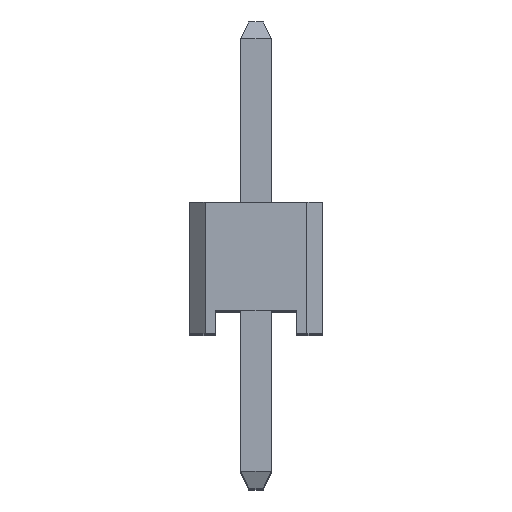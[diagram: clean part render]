
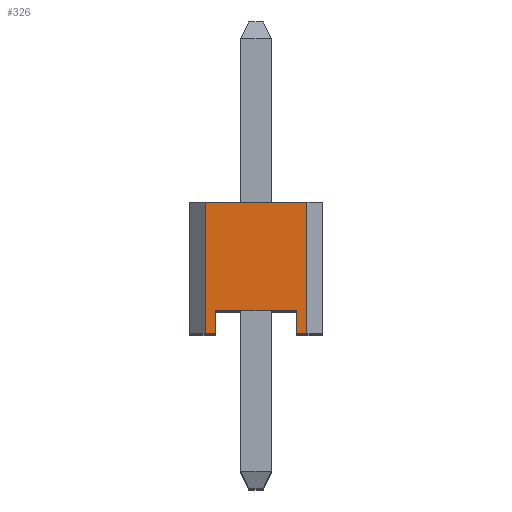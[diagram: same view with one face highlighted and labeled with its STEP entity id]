
A CAD part, top view. The second image highlights one B-rep face of the part: STEP entity #326.
In plain terms, the highlighted planar face has unit normal (0, 0, 1).
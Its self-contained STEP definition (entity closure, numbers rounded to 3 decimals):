
#22 = LINE ( 'NONE', #895, #11930 ) ;
#126 = CARTESIAN_POINT ( 'NONE',  ( 0.3, 0., 20.32 ) ) ;
#228 = ORIENTED_EDGE ( 'NONE', *, *, #6183, .F. ) ;
#326 = ADVANCED_FACE ( 'NONE', ( #4710 ), #8435, .F. ) ;
#378 = LINE ( 'NONE', #9262, #7991 ) ;
#408 = DIRECTION ( 'NONE',  ( 0., -1., 0. ) ) ;
#512 = EDGE_CURVE ( 'NONE', #2841, #5665, #6162, .T. ) ;
#895 = CARTESIAN_POINT ( 'NONE',  ( 0.3, 0., 20.32 ) ) ;
#952 = CARTESIAN_POINT ( 'NONE',  ( 0.5, 0.44, 20.32 ) ) ;
#1309 = EDGE_CURVE ( 'NONE', #3392, #12330, #3924, .T. ) ;
#1686 = CARTESIAN_POINT ( 'NONE',  ( 0.3, 2.5, 20.32 ) ) ;
#2065 = DIRECTION ( 'NONE',  ( 1., 0., 0. ) ) ;
#2747 = EDGE_CURVE ( 'NONE', #2994, #5665, #22, .T. ) ;
#2841 = VERTEX_POINT ( 'NONE', #7749 ) ;
#2994 = VERTEX_POINT ( 'NONE', #5740 ) ;
#3222 = CARTESIAN_POINT ( 'NONE',  ( 0.3, 2.5, 20.32 ) ) ;
#3387 = CARTESIAN_POINT ( 'NONE',  ( 0.5, 0., 20.32 ) ) ;
#3392 = VERTEX_POINT ( 'NONE', #1686 ) ;
#3924 = LINE ( 'NONE', #3222, #7637 ) ;
#4696 = DIRECTION ( 'NONE',  ( 0., -1., 0. ) ) ;
#4710 = FACE_OUTER_BOUND ( 'NONE', #12417, .T. ) ;
#5353 = DIRECTION ( 'NONE',  ( 1., 0., 0. ) ) ;
#5665 = VERTEX_POINT ( 'NONE', #6333 ) ;
#5740 = CARTESIAN_POINT ( 'NONE',  ( 2.04, 0., 20.32 ) ) ;
#5797 = CARTESIAN_POINT ( 'NONE',  ( 0.3, 0., 20.32 ) ) ;
#5938 = CARTESIAN_POINT ( 'NONE',  ( 2.04, 0.44, 20.32 ) ) ;
#6162 = LINE ( 'NONE', #10004, #10696 ) ;
#6183 = EDGE_CURVE ( 'NONE', #3392, #2841, #378, .T. ) ;
#6333 = CARTESIAN_POINT ( 'NONE',  ( 2.24, 0., 20.32 ) ) ;
#6394 = ORIENTED_EDGE ( 'NONE', *, *, #2747, .T. ) ;
#6575 = ORIENTED_EDGE ( 'NONE', *, *, #8643, .F. ) ;
#6592 = ORIENTED_EDGE ( 'NONE', *, *, #512, .F. ) ;
#6669 = CARTESIAN_POINT ( 'NONE',  ( 0.3, 2.5, 20.32 ) ) ;
#6737 = ORIENTED_EDGE ( 'NONE', *, *, #9725, .T. ) ;
#6820 = VECTOR ( 'NONE', #8383, 1000. ) ;
#7372 = LINE ( 'NONE', #952, #6820 ) ;
#7540 = VECTOR ( 'NONE', #4696, 1000. ) ;
#7601 = VERTEX_POINT ( 'NONE', #5938 ) ;
#7637 = VECTOR ( 'NONE', #7776, 1000. ) ;
#7730 = VECTOR ( 'NONE', #2065, 1000. ) ;
#7749 = CARTESIAN_POINT ( 'NONE',  ( 2.24, 2.5, 20.32 ) ) ;
#7776 = DIRECTION ( 'NONE',  ( 0., -1., 0. ) ) ;
#7944 = EDGE_CURVE ( 'NONE', #7601, #10500, #7372, .T. ) ;
#7991 = VECTOR ( 'NONE', #5353, 1000. ) ;
#8383 = DIRECTION ( 'NONE',  ( -1., 0., 0. ) ) ;
#8435 = PLANE ( 'NONE',  #9283 ) ;
#8562 = DIRECTION ( 'NONE',  ( 0., 0., -1. ) ) ;
#8643 = EDGE_CURVE ( 'NONE', #10500, #11539, #9026, .T. ) ;
#8665 = DIRECTION ( 'NONE',  ( 0., -1., 0. ) ) ;
#9026 = LINE ( 'NONE', #11796, #10986 ) ;
#9253 = CARTESIAN_POINT ( 'NONE',  ( 0.5, 0.44, 20.32 ) ) ;
#9262 = CARTESIAN_POINT ( 'NONE',  ( 0.3, 2.5, 20.32 ) ) ;
#9283 = AXIS2_PLACEMENT_3D ( 'NONE', #6669, #8562, #9444 ) ;
#9311 = LINE ( 'NONE', #10447, #7540 ) ;
#9444 = DIRECTION ( 'NONE',  ( -1., 0., 0. ) ) ;
#9725 = EDGE_CURVE ( 'NONE', #12330, #11539, #10700, .T. ) ;
#10004 = CARTESIAN_POINT ( 'NONE',  ( 2.24, 2.5, 20.32 ) ) ;
#10447 = CARTESIAN_POINT ( 'NONE',  ( 2.04, 0.44, 20.32 ) ) ;
#10500 = VERTEX_POINT ( 'NONE', #9253 ) ;
#10615 = EDGE_CURVE ( 'NONE', #7601, #2994, #9311, .T. ) ;
#10682 = ORIENTED_EDGE ( 'NONE', *, *, #7944, .F. ) ;
#10696 = VECTOR ( 'NONE', #8665, 1000. ) ;
#10700 = LINE ( 'NONE', #5797, #7730 ) ;
#10986 = VECTOR ( 'NONE', #408, 1000. ) ;
#11539 = VERTEX_POINT ( 'NONE', #3387 ) ;
#11796 = CARTESIAN_POINT ( 'NONE',  ( 0.5, 0.44, 20.32 ) ) ;
#11930 = VECTOR ( 'NONE', #12265, 1000. ) ;
#12265 = DIRECTION ( 'NONE',  ( 1., 0., 0. ) ) ;
#12295 = ORIENTED_EDGE ( 'NONE', *, *, #10615, .T. ) ;
#12330 = VERTEX_POINT ( 'NONE', #126 ) ;
#12367 = ORIENTED_EDGE ( 'NONE', *, *, #1309, .T. ) ;
#12417 = EDGE_LOOP ( 'NONE', ( #10682, #12295, #6394, #6592, #228, #12367, #6737, #6575 ) ) ;
